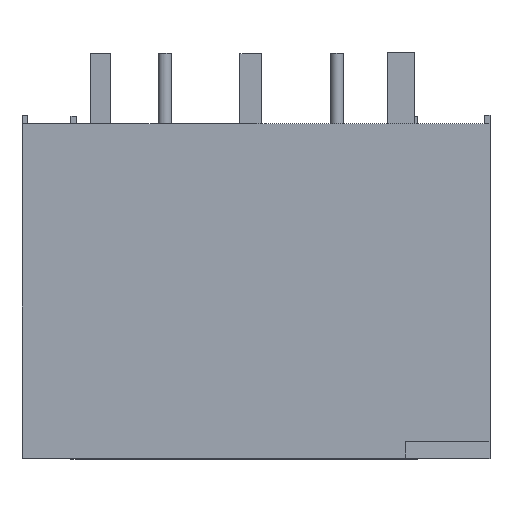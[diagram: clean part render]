
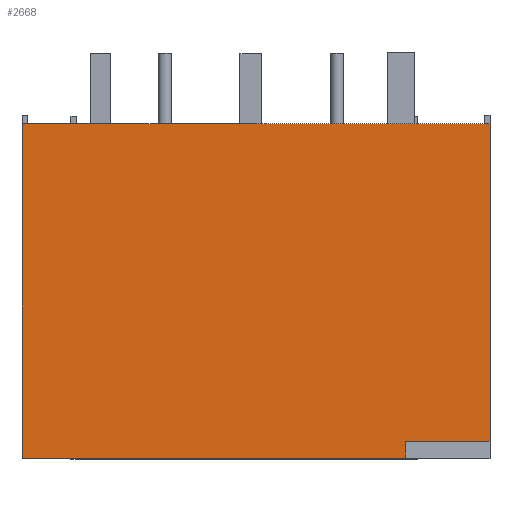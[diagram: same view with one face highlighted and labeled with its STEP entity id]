
A CAD part, top view. The second image highlights one B-rep face of the part: STEP entity #2668.
In plain terms, the highlighted planar face has unit normal (0, 0, 1).
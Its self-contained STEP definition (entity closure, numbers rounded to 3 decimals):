
#313=FACE_OUTER_BOUND('',#467,.T.);
#467=EDGE_LOOP('',(#2370,#2371,#2372,#2373,#2374,#2375));
#683=LINE('',#4688,#967);
#736=LINE('',#4800,#1020);
#749=LINE('',#4822,#1033);
#751=LINE('',#4826,#1035);
#752=LINE('',#4828,#1036);
#753=LINE('',#4829,#1037);
#967=VECTOR('',#3164,10.);
#1020=VECTOR('',#3255,10.);
#1033=VECTOR('',#3270,10.);
#1035=VECTOR('',#3274,10.);
#1036=VECTOR('',#3277,10.);
#1037=VECTOR('',#3278,10.);
#1245=VERTEX_POINT('',#4685);
#1246=VERTEX_POINT('',#4687);
#1285=VERTEX_POINT('',#4797);
#1286=VERTEX_POINT('',#4799);
#1294=VERTEX_POINT('',#4820);
#1295=VERTEX_POINT('',#4824);
#1597=EDGE_CURVE('',#1245,#1246,#683,.T.);
#1650=EDGE_CURVE('',#1286,#1285,#736,.T.);
#1663=EDGE_CURVE('',#1245,#1294,#749,.T.);
#1665=EDGE_CURVE('',#1294,#1295,#751,.T.);
#1666=EDGE_CURVE('',#1286,#1295,#752,.T.);
#1667=EDGE_CURVE('',#1285,#1246,#753,.T.);
#2370=ORIENTED_EDGE('',*,*,#1663,.T.);
#2371=ORIENTED_EDGE('',*,*,#1665,.T.);
#2372=ORIENTED_EDGE('',*,*,#1666,.F.);
#2373=ORIENTED_EDGE('',*,*,#1650,.T.);
#2374=ORIENTED_EDGE('',*,*,#1667,.T.);
#2375=ORIENTED_EDGE('',*,*,#1597,.F.);
#2521=PLANE('',#2794);
#2668=ADVANCED_FACE('',(#313),#2521,.T.);
#2794=AXIS2_PLACEMENT_3D('',#4827,#3275,#3276);
#3164=DIRECTION('',(-1.,0.,0.));
#3255=DIRECTION('',(-1.,0.,0.));
#3270=DIRECTION('',(0.,1.,0.));
#3274=DIRECTION('',(1.,0.,0.));
#3275=DIRECTION('center_axis',(0.,0.,1.));
#3276=DIRECTION('ref_axis',(-1.,0.,0.));
#3277=DIRECTION('',(0.,-1.,0.));
#3278=DIRECTION('',(0.,-1.,0.));
#4685=CARTESIAN_POINT('',(9.15,-20.3,27.99));
#4687=CARTESIAN_POINT('',(-13.55,-20.3,27.99));
#4688=CARTESIAN_POINT('',(14.15,-20.3,27.99));
#4797=CARTESIAN_POINT('',(-13.55,-0.5,27.99));
#4799=CARTESIAN_POINT('',(14.15,-0.5,27.99));
#4800=CARTESIAN_POINT('',(14.15,-0.5,27.99));
#4820=CARTESIAN_POINT('',(9.15,-19.3,27.99));
#4822=CARTESIAN_POINT('',(9.15,-10.4,27.99));
#4824=CARTESIAN_POINT('',(14.15,-19.3,27.99));
#4826=CARTESIAN_POINT('',(12.9,-19.3,27.99));
#4827=CARTESIAN_POINT('Origin',(14.15,-0.5,27.99));
#4828=CARTESIAN_POINT('',(14.15,-0.5,27.99));
#4829=CARTESIAN_POINT('',(-13.55,-0.5,27.99));
